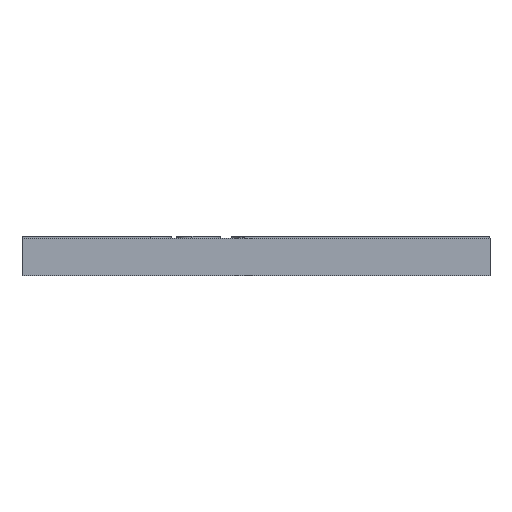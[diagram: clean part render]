
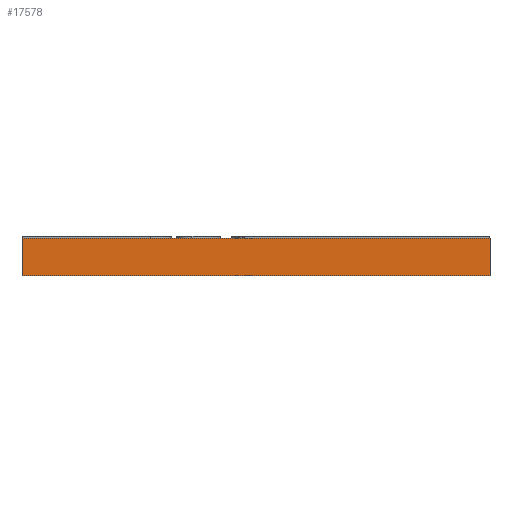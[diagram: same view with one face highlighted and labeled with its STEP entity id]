
A CAD part, front view. The second image highlights one B-rep face of the part: STEP entity #17578.
In plain terms, the highlighted planar face has unit normal (0, -1, 0).
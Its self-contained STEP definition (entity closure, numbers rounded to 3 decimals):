
#36 = FACE_OUTER_BOUND ( 'NONE', #20288, .T. ) ;
#882 = VECTOR ( 'NONE', #5388, 1000. ) ;
#2034 = VERTEX_POINT ( 'NONE', #26347 ) ;
#2343 = CARTESIAN_POINT ( 'NONE',  ( 20., -128.5, 0. ) ) ;
#2373 = EDGE_CURVE ( 'NONE', #2034, #22274, #5746, .T. ) ;
#3226 = DIRECTION ( 'NONE',  ( 0., 0., 1. ) ) ;
#3741 = VERTEX_POINT ( 'NONE', #19690 ) ;
#5388 = DIRECTION ( 'NONE',  ( 0., 0., 1. ) ) ;
#5608 = DIRECTION ( 'NONE',  ( -1., 0., 0. ) ) ;
#5746 = LINE ( 'NONE', #20940, #12535 ) ;
#6689 = CARTESIAN_POINT ( 'NONE',  ( 0., -128.5, 0. ) ) ;
#7037 = EDGE_CURVE ( 'NONE', #26983, #3741, #17966, .T. ) ;
#7316 = ORIENTED_EDGE ( 'NONE', *, *, #7991, .T. ) ;
#7359 = CARTESIAN_POINT ( 'NONE',  ( 20., -128.5, 1.6 ) ) ;
#7738 = VECTOR ( 'NONE', #20542, 1000. ) ;
#7991 = EDGE_CURVE ( 'NONE', #2034, #26983, #16228, .T. ) ;
#10099 = CARTESIAN_POINT ( 'NONE',  ( 0., -128.5, 0. ) ) ;
#11261 = VECTOR ( 'NONE', #3226, 1000. ) ;
#12535 = VECTOR ( 'NONE', #5608, 1000. ) ;
#12550 = ORIENTED_EDGE ( 'NONE', *, *, #7037, .T. ) ;
#13175 = ORIENTED_EDGE ( 'NONE', *, *, #16755, .F. ) ;
#13700 = PLANE ( 'NONE',  #21882 ) ;
#14450 = LINE ( 'NONE', #10099, #11261 ) ;
#15618 = DIRECTION ( 'NONE',  ( 0., 0., -1. ) ) ;
#16228 = LINE ( 'NONE', #20213, #882 ) ;
#16755 = EDGE_CURVE ( 'NONE', #22274, #3741, #14450, .T. ) ;
#17578 = ADVANCED_FACE ( 'NONE', ( #36 ), #13700, .T. ) ;
#17966 = LINE ( 'NONE', #7359, #7738 ) ;
#18256 = DIRECTION ( 'NONE',  ( 0., -1., 0. ) ) ;
#19690 = CARTESIAN_POINT ( 'NONE',  ( 0., -128.5, 1.6 ) ) ;
#20213 = CARTESIAN_POINT ( 'NONE',  ( 20., -128.5, 0. ) ) ;
#20288 = EDGE_LOOP ( 'NONE', ( #7316, #12550, #13175, #20587 ) ) ;
#20542 = DIRECTION ( 'NONE',  ( -1., 0., 0. ) ) ;
#20587 = ORIENTED_EDGE ( 'NONE', *, *, #2373, .F. ) ;
#20940 = CARTESIAN_POINT ( 'NONE',  ( 20., -128.5, 0. ) ) ;
#21882 = AXIS2_PLACEMENT_3D ( 'NONE', #2343, #18256, #15618 ) ;
#22274 = VERTEX_POINT ( 'NONE', #6689 ) ;
#25521 = CARTESIAN_POINT ( 'NONE',  ( 20., -128.5, 1.6 ) ) ;
#26347 = CARTESIAN_POINT ( 'NONE',  ( 20., -128.5, 0. ) ) ;
#26983 = VERTEX_POINT ( 'NONE', #25521 ) ;
